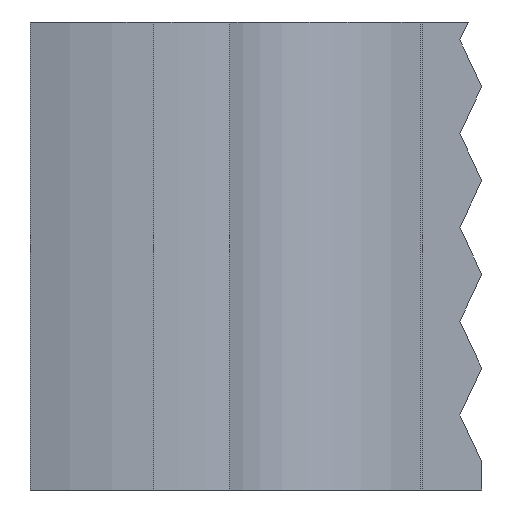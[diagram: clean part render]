
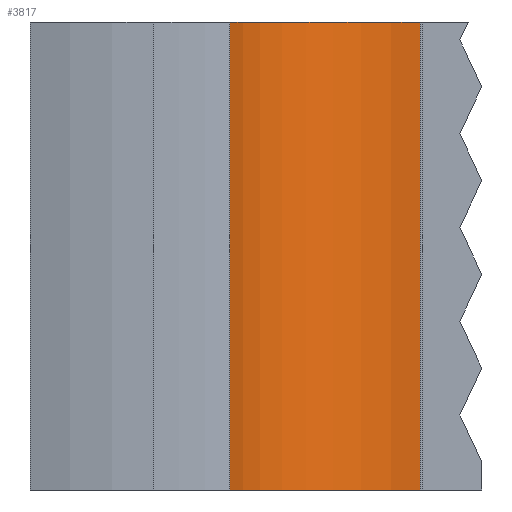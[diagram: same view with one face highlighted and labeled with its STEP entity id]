
A CAD part, left-side view. The second image highlights one B-rep face of the part: STEP entity #3817.
In plain terms, the highlighted cylindrical face has radius 4.765 mm (diameter 9.529 mm), a partial arc.
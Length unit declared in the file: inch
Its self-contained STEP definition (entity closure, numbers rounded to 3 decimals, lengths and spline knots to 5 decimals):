
#1058=CARTESIAN_POINT('',(-0.37564,-0.0815,0.49909));
#1059=VERTEX_POINT('',#1058);
#1067=CARTESIAN_POINT('',(-0.2584,-0.28456,0.49909));
#1068=VERTEX_POINT('',#1067);
#1069=CARTESIAN_POINT('',(-0.44384,-0.25625,0.49909));
#1070=DIRECTION('',(0.,0.,1.));
#1071=DIRECTION('',(1.,0.,-0.));
#1072=AXIS2_PLACEMENT_3D('',#1069,#1070,#1071);
#1073=CIRCLE('',#1072,0.18759);
#1074=EDGE_CURVE('',#1068,#1059,#1073,.T.);
#2667=CARTESIAN_POINT('',(-0.2584,-0.28456,0.));
#2668=VERTEX_POINT('',#2667);
#2676=CARTESIAN_POINT('',(-0.37564,-0.0815,0.));
#2677=VERTEX_POINT('',#2676);
#2678=CARTESIAN_POINT('',(-0.44384,-0.25625,0.));
#2679=DIRECTION('',(0.,0.,1.));
#2680=DIRECTION('',(1.,0.,-0.));
#2681=AXIS2_PLACEMENT_3D('',#2678,#2679,#2680);
#2682=CIRCLE('',#2681,0.18759);
#2683=EDGE_CURVE('',#2668,#2677,#2682,.T.);
#3790=CARTESIAN_POINT('',(-0.2584,-0.28456,0.));
#3791=DIRECTION('',(0.,0.,1.));
#3792=VECTOR('',#3791,0.19649);
#3793=LINE('',#3790,#3792);
#3794=EDGE_CURVE('',#2668,#1068,#3793,.T.);
#3801=CARTESIAN_POINT('',(-0.44384,-0.25625,0.));
#3802=DIRECTION('',(0.,0.,1.));
#3803=DIRECTION('',(1.,0.,-0.));
#3804=AXIS2_PLACEMENT_3D('',#3801,#3802,#3803);
#3805=CYLINDRICAL_SURFACE('',#3804,0.18759);
#3806=ORIENTED_EDGE('',*,*,#1074,.T.);
#3807=CARTESIAN_POINT('',(-0.37564,-0.0815,0.));
#3808=DIRECTION('',(0.,0.,1.));
#3809=VECTOR('',#3808,0.19649);
#3810=LINE('',#3807,#3809);
#3811=EDGE_CURVE('',#2677,#1059,#3810,.T.);
#3812=ORIENTED_EDGE('',*,*,#3811,.F.);
#3813=ORIENTED_EDGE('',*,*,#2683,.F.);
#3814=ORIENTED_EDGE('',*,*,#3794,.T.);
#3815=EDGE_LOOP('',(#3806,#3812,#3813,#3814));
#3816=FACE_BOUND('',#3815,.T.);
#3817=ADVANCED_FACE('',(#3816),#3805,.F.);
